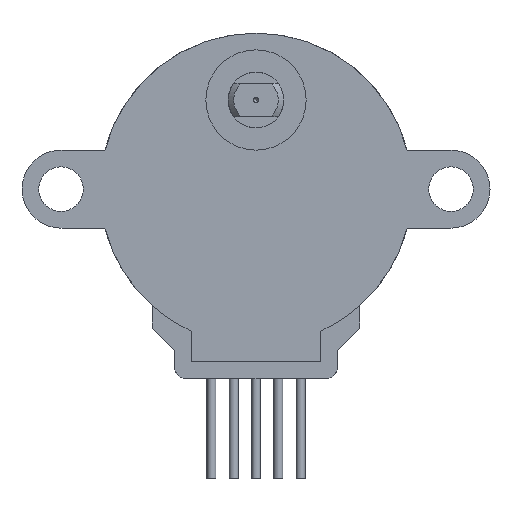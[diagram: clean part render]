
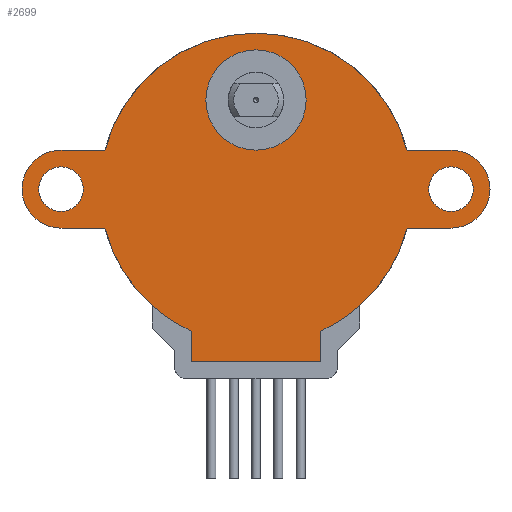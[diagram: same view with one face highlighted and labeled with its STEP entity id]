
A CAD part, front view. The second image highlights one B-rep face of the part: STEP entity #2699.
In plain terms, the highlighted planar face has unit normal (0, -1, 0).
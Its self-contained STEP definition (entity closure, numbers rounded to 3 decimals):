
#100=FACE_BOUND('',#1024,.T.);
#101=FACE_BOUND('',#1025,.T.);
#102=FACE_BOUND('',#1026,.T.);
#323=LINE('',#5006,#576);
#328=LINE('',#5018,#581);
#330=LINE('',#5021,#583);
#341=LINE('',#5055,#594);
#342=LINE('',#5058,#595);
#343=LINE('',#5060,#596);
#344=LINE('',#5063,#597);
#576=VECTOR('',#3271,2.758);
#581=VECTOR('',#3286,2.758);
#583=VECTOR('',#3290,11.6);
#594=VECTOR('',#3329,3.945);
#595=VECTOR('',#3332,3.945);
#596=VECTOR('',#3333,3.945);
#597=VECTOR('',#3336,3.945);
#731=PLANE('',#2875);
#853=FACE_OUTER_BOUND('',#1023,.T.);
#1023=EDGE_LOOP('',(#2130,#2131,#2132,#2133,#2134,#2135,#2136,#2137,#2138,
#2139,#2140,#2141,#2142,#2143));
#1024=EDGE_LOOP('',(#2144));
#1025=EDGE_LOOP('',(#2145));
#1026=EDGE_LOOP('',(#2146));
#1138=CIRCLE('',#2797,14.);
#1140=CIRCLE('',#2799,14.);
#1142=CIRCLE('',#2801,14.);
#1151=CIRCLE('',#2857,14.);
#1152=CIRCLE('',#2859,14.);
#1159=CIRCLE('',#2876,3.5);
#1160=CIRCLE('',#2877,3.5);
#1161=CIRCLE('',#2878,2.);
#1162=CIRCLE('',#2879,2.);
#1163=CIRCLE('',#2880,4.5);
#1259=VERTEX_POINT('',#4098);
#1261=VERTEX_POINT('',#4102);
#1262=VERTEX_POINT('',#4104);
#1265=VERTEX_POINT('',#4110);
#1266=VERTEX_POINT('',#4112);
#1269=VERTEX_POINT('',#4118);
#1360=VERTEX_POINT('',#5004);
#1361=VERTEX_POINT('',#5005);
#1362=VERTEX_POINT('',#5012);
#1363=VERTEX_POINT('',#5017);
#1372=VERTEX_POINT('',#5054);
#1373=VERTEX_POINT('',#5056);
#1374=VERTEX_POINT('',#5059);
#1375=VERTEX_POINT('',#5061);
#1376=VERTEX_POINT('',#5064);
#1377=VERTEX_POINT('',#5066);
#1378=VERTEX_POINT('',#5068);
#1498=EDGE_CURVE('',#1261,#1262,#1138,.T.);
#1502=EDGE_CURVE('',#1265,#1266,#1140,.T.);
#1506=EDGE_CURVE('',#1269,#1259,#1142,.T.);
#1639=EDGE_CURVE('',#1360,#1361,#323,.T.);
#1642=EDGE_CURVE('',#1261,#1360,#1151,.T.);
#1643=EDGE_CURVE('',#1362,#1259,#1152,.T.);
#1646=EDGE_CURVE('',#1363,#1362,#328,.T.);
#1648=EDGE_CURVE('',#1361,#1363,#330,.T.);
#1665=EDGE_CURVE('',#1269,#1372,#341,.T.);
#1666=EDGE_CURVE('',#1372,#1373,#1159,.T.);
#1667=EDGE_CURVE('',#1373,#1266,#342,.T.);
#1668=EDGE_CURVE('',#1265,#1374,#343,.T.);
#1669=EDGE_CURVE('',#1374,#1375,#1160,.T.);
#1670=EDGE_CURVE('',#1375,#1262,#344,.T.);
#1671=EDGE_CURVE('',#1376,#1376,#1161,.T.);
#1672=EDGE_CURVE('',#1377,#1377,#1162,.T.);
#1673=EDGE_CURVE('',#1378,#1378,#1163,.T.);
#2130=ORIENTED_EDGE('',*,*,#1646,.T.);
#2131=ORIENTED_EDGE('',*,*,#1643,.T.);
#2132=ORIENTED_EDGE('',*,*,#1506,.F.);
#2133=ORIENTED_EDGE('',*,*,#1665,.T.);
#2134=ORIENTED_EDGE('',*,*,#1666,.T.);
#2135=ORIENTED_EDGE('',*,*,#1667,.T.);
#2136=ORIENTED_EDGE('',*,*,#1502,.F.);
#2137=ORIENTED_EDGE('',*,*,#1668,.T.);
#2138=ORIENTED_EDGE('',*,*,#1669,.T.);
#2139=ORIENTED_EDGE('',*,*,#1670,.T.);
#2140=ORIENTED_EDGE('',*,*,#1498,.F.);
#2141=ORIENTED_EDGE('',*,*,#1642,.T.);
#2142=ORIENTED_EDGE('',*,*,#1639,.T.);
#2143=ORIENTED_EDGE('',*,*,#1648,.T.);
#2144=ORIENTED_EDGE('',*,*,#1671,.T.);
#2145=ORIENTED_EDGE('',*,*,#1672,.F.);
#2146=ORIENTED_EDGE('',*,*,#1673,.T.);
#2699=ADVANCED_FACE('',(#853,#100,#101,#102),#731,.F.);
#2797=AXIS2_PLACEMENT_3D('',#4105,#3048,#3049);
#2799=AXIS2_PLACEMENT_3D('',#4113,#3054,#3055);
#2801=AXIS2_PLACEMENT_3D('',#4120,#3060,#3061);
#2857=AXIS2_PLACEMENT_3D('',#5010,#3276,#3277);
#2859=AXIS2_PLACEMENT_3D('',#5013,#3280,#3281);
#2875=AXIS2_PLACEMENT_3D('',#5053,#3327,#3328);
#2876=AXIS2_PLACEMENT_3D('',#5057,#3330,#3331);
#2877=AXIS2_PLACEMENT_3D('',#5062,#3334,#3335);
#2878=AXIS2_PLACEMENT_3D('',#5065,#3337,#3338);
#2879=AXIS2_PLACEMENT_3D('',#5067,#3339,#3340);
#2880=AXIS2_PLACEMENT_3D('',#5069,#3341,#3342);
#3048=DIRECTION('center_axis',(0.,1.,0.));
#3049=DIRECTION('ref_axis',(1.,0.,0.));
#3054=DIRECTION('center_axis',(0.,1.,0.));
#3055=DIRECTION('ref_axis',(1.,0.,0.));
#3060=DIRECTION('center_axis',(0.,1.,0.));
#3061=DIRECTION('ref_axis',(1.,0.,0.));
#3271=DIRECTION('',(0.,0.,-1.));
#3276=DIRECTION('center_axis',(0.,-1.,0.));
#3277=DIRECTION('ref_axis',(1.,0.,0.));
#3280=DIRECTION('center_axis',(0.,-1.,0.));
#3281=DIRECTION('ref_axis',(1.,0.,0.));
#3286=DIRECTION('',(0.,0.,1.));
#3290=DIRECTION('',(1.,0.,0.));
#3327=DIRECTION('center_axis',(0.,1.,0.));
#3328=DIRECTION('ref_axis',(0.,0.,1.));
#3329=DIRECTION('',(1.,0.,0.));
#3330=DIRECTION('center_axis',(0.,-1.,0.));
#3331=DIRECTION('ref_axis',(-1.,0.,0.));
#3332=DIRECTION('',(-1.,0.,0.));
#3333=DIRECTION('',(-1.,0.,0.));
#3334=DIRECTION('center_axis',(0.,-1.,0.));
#3335=DIRECTION('ref_axis',(1.,0.,0.));
#3336=DIRECTION('',(1.,0.,0.));
#3337=DIRECTION('center_axis',(0.,1.,0.));
#3338=DIRECTION('ref_axis',(1.,0.,0.));
#3339=DIRECTION('center_axis',(0.,-1.,0.));
#3340=DIRECTION('ref_axis',(1.,0.,0.));
#3341=DIRECTION('center_axis',(0.,1.,0.));
#3342=DIRECTION('ref_axis',(1.,0.,0.));
#4098=CARTESIAN_POINT('',(9.3,0.,-10.465));
#4102=CARTESIAN_POINT('',(-9.3,0.,-10.465));
#4104=CARTESIAN_POINT('',(-13.555,0.,-3.5));
#4105=CARTESIAN_POINT('Origin',(0.,0.,0.));
#4110=CARTESIAN_POINT('',(-13.555,0.,3.5));
#4112=CARTESIAN_POINT('',(13.555,0.,3.5));
#4113=CARTESIAN_POINT('Origin',(0.,0.,0.));
#4118=CARTESIAN_POINT('',(13.555,0.,-3.5));
#4120=CARTESIAN_POINT('Origin',(0.,0.,0.));
#5004=CARTESIAN_POINT('',(-5.8,0.,-12.742));
#5005=CARTESIAN_POINT('',(-5.8,0.,-15.5));
#5006=CARTESIAN_POINT('',(-5.8,0.,-13.853));
#5010=CARTESIAN_POINT('Origin',(0.,0.,0.));
#5012=CARTESIAN_POINT('',(5.8,0.,-12.742));
#5013=CARTESIAN_POINT('Origin',(0.,0.,0.));
#5017=CARTESIAN_POINT('',(5.8,0.,-15.5));
#5018=CARTESIAN_POINT('',(5.8,0.,-13.853));
#5021=CARTESIAN_POINT('',(-5.8,0.,-15.5));
#5053=CARTESIAN_POINT('Origin',(0.,0.,0.));
#5054=CARTESIAN_POINT('',(17.5,0.,-3.5));
#5055=CARTESIAN_POINT('',(17.5,0.,-3.5));
#5056=CARTESIAN_POINT('',(17.5,0.,3.5));
#5057=CARTESIAN_POINT('Origin',(17.5,0.,0.));
#5058=CARTESIAN_POINT('',(-17.5,0.,3.5));
#5059=CARTESIAN_POINT('',(-17.5,0.,3.5));
#5060=CARTESIAN_POINT('',(-17.5,0.,3.5));
#5061=CARTESIAN_POINT('',(-17.5,0.,-3.5));
#5062=CARTESIAN_POINT('Origin',(-17.5,0.,0.));
#5063=CARTESIAN_POINT('',(17.5,0.,-3.5));
#5064=CARTESIAN_POINT('',(-15.5,0.,0.));
#5065=CARTESIAN_POINT('Origin',(-17.5,0.,0.));
#5066=CARTESIAN_POINT('',(19.5,0.,0.));
#5067=CARTESIAN_POINT('Origin',(17.5,0.,0.));
#5068=CARTESIAN_POINT('',(4.5,0.,8.));
#5069=CARTESIAN_POINT('Origin',(0.,0.,8.));
